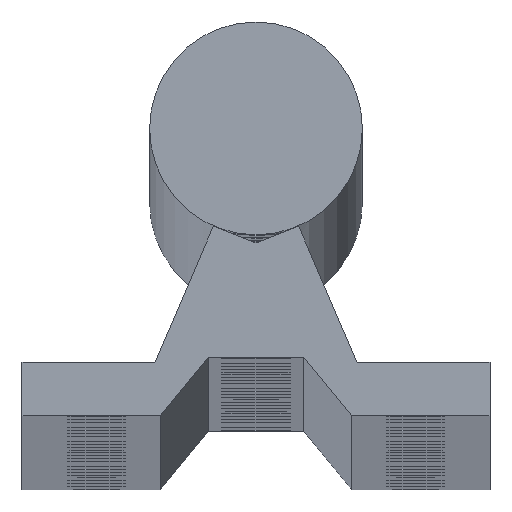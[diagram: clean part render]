
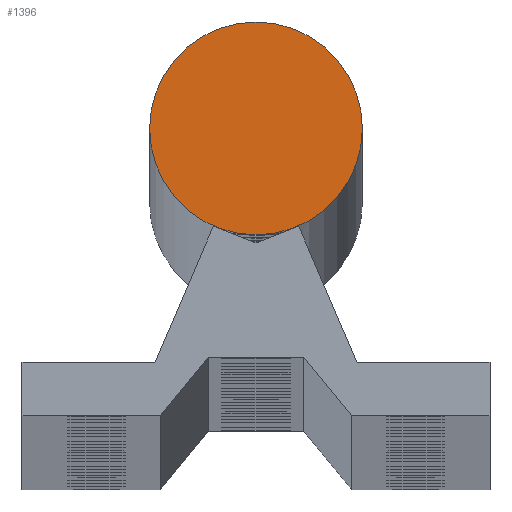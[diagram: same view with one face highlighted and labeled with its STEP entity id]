
A CAD part, top view. The second image highlights one B-rep face of the part: STEP entity #1396.
In plain terms, the highlighted planar face has unit normal (0, 0, 1).
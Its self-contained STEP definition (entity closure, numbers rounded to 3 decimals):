
#117 = CIRCLE ( 'NONE', #1727, 10. ) ;
#417 = ORIENTED_EDGE ( 'NONE', *, *, #2320, .F. ) ;
#697 = EDGE_LOOP ( 'NONE', ( #417 ) ) ;
#1396 = ADVANCED_FACE ( 'NONE', ( #3548 ), #3226, .F. ) ;
#1552 = AXIS2_PLACEMENT_3D ( 'NONE', #2672, #3252, #3134 ) ;
#1727 = AXIS2_PLACEMENT_3D ( 'NONE', #4307, #4368, #4369 ) ;
#2320 = EDGE_CURVE ( 'NONE', #6516, #6516, #117, .T. ) ;
#2672 = CARTESIAN_POINT ( 'NONE',  ( 0., 27., 4000. ) ) ;
#3134 = DIRECTION ( 'NONE',  ( -1., 0., 0. ) ) ;
#3226 = PLANE ( 'NONE',  #1552 ) ;
#3252 = DIRECTION ( 'NONE',  ( 0., 0., -1. ) ) ;
#3548 = FACE_OUTER_BOUND ( 'NONE', #697, .T. ) ;
#4307 = CARTESIAN_POINT ( 'NONE',  ( 0., 27., 4000. ) ) ;
#4368 = DIRECTION ( 'NONE',  ( 0., 0., -1. ) ) ;
#4369 = DIRECTION ( 'NONE',  ( -1., 0., 0. ) ) ;
#6516 = VERTEX_POINT ( 'NONE', #6517 ) ;
#6517 = CARTESIAN_POINT ( 'NONE',  ( -10., 27., 4000. ) ) ;
